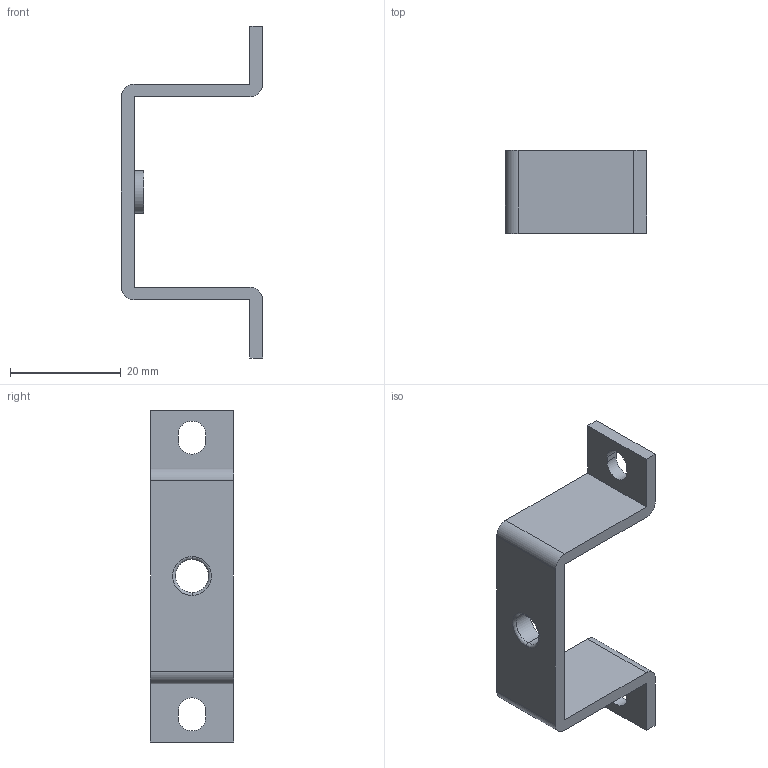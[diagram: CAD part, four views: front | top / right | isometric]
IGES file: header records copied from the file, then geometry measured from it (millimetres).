
Start section: ------------------------------------------------------------------------
Global section: file name: PC002.21952.TL_441_2_10005.igs; native system: spGate; preprocessor: ver19.8.4 (****-****-****-****); author: Unknown; organization: Unknown; date: 250818.195428; units: millimetre
Bounding box: 25.5 x 15 x 60 mm (x, y, z)
Volume: 3453.4 mm3; surface area: 3720.9 mm2
Topology: 1 solids, 1 shells, 33 faces, 88 edges, 58 vertices
Faces by surface type: bspline 33
